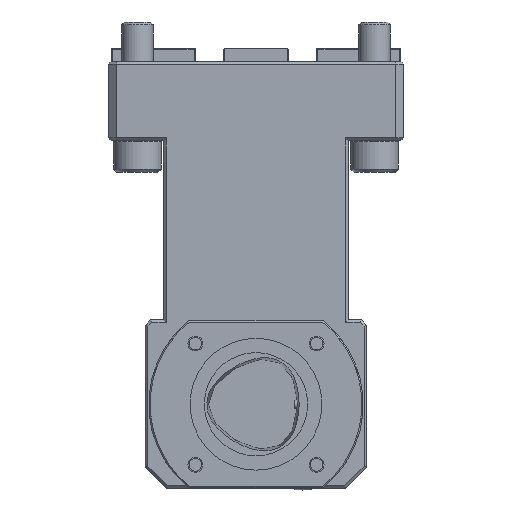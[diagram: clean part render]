
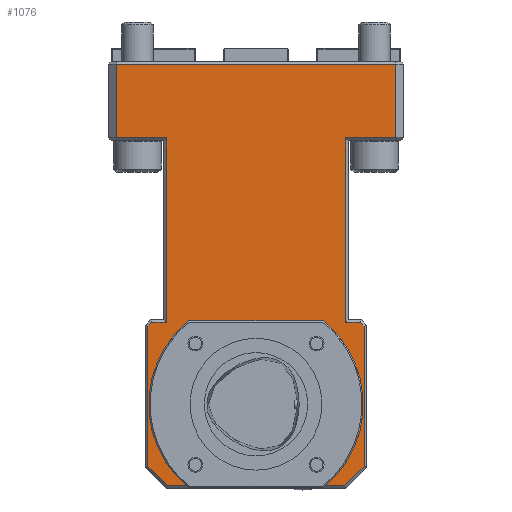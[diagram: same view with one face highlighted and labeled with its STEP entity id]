
A CAD part, left-side view. The second image highlights one B-rep face of the part: STEP entity #1076.
In plain terms, the highlighted planar face has unit normal (-1, 0, 0).
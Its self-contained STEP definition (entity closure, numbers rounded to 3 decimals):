
#196=LINE('',#5459,#590);
#198=LINE('',#5463,#592);
#200=LINE('',#5467,#594);
#202=LINE('',#5471,#596);
#205=LINE('',#5477,#599);
#207=LINE('',#5481,#601);
#237=LINE('',#5539,#631);
#255=LINE('',#5573,#649);
#272=LINE('',#5605,#666);
#284=LINE('',#5628,#678);
#289=LINE('',#5646,#683);
#291=LINE('',#5650,#685);
#293=LINE('',#5654,#687);
#295=LINE('',#5658,#689);
#297=LINE('',#5662,#691);
#300=LINE('',#5668,#694);
#302=LINE('',#5672,#696);
#307=LINE('',#5683,#701);
#590=VECTOR('',#4200,1.);
#592=VECTOR('',#4204,1.);
#594=VECTOR('',#4208,1.);
#596=VECTOR('',#4212,1.);
#599=VECTOR('',#4217,1.);
#601=VECTOR('',#4221,1.);
#631=VECTOR('',#4283,1.);
#649=VECTOR('',#4325,1.);
#666=VECTOR('',#4356,1.);
#678=VECTOR('',#4380,1.);
#683=VECTOR('',#4399,1.);
#685=VECTOR('',#4403,1.);
#687=VECTOR('',#4407,1.);
#689=VECTOR('',#4411,1.);
#691=VECTOR('',#4415,1.);
#694=VECTOR('',#4420,1.);
#696=VECTOR('',#4422,1.);
#701=VECTOR('',#4437,1.);
#1076=ADVANCED_FACE('',(#1448),#1273,.F.);
#1273=PLANE('',#3743);
#1448=FACE_OUTER_BOUND('',#1659,.T.);
#1659=EDGE_LOOP('',(#2324,#2325,#2326,#2327,#2328,#2329,#2330,#2331,#2332,
#2333,#2334,#2335,#2336,#2337,#2338,#2339,#2340,#2341,#2342,#2343));
#2324=ORIENTED_EDGE('',*,*,#3334,.F.);
#2325=ORIENTED_EDGE('',*,*,#3335,.T.);
#2326=ORIENTED_EDGE('',*,*,#3336,.F.);
#2327=ORIENTED_EDGE('',*,*,#3327,.T.);
#2328=ORIENTED_EDGE('',*,*,#3324,.T.);
#2329=ORIENTED_EDGE('',*,*,#3322,.T.);
#2330=ORIENTED_EDGE('',*,*,#3320,.T.);
#2331=ORIENTED_EDGE('',*,*,#3318,.T.);
#2332=ORIENTED_EDGE('',*,*,#3316,.T.);
#2333=ORIENTED_EDGE('',*,*,#3307,.T.);
#2334=ORIENTED_EDGE('',*,*,#3278,.T.);
#2335=ORIENTED_EDGE('',*,*,#3260,.T.);
#2336=ORIENTED_EDGE('',*,*,#3229,.T.);
#2337=ORIENTED_EDGE('',*,*,#3295,.T.);
#2338=ORIENTED_EDGE('',*,*,#3227,.T.);
#2339=ORIENTED_EDGE('',*,*,#3224,.T.);
#2340=ORIENTED_EDGE('',*,*,#3222,.T.);
#2341=ORIENTED_EDGE('',*,*,#3220,.T.);
#2342=ORIENTED_EDGE('',*,*,#3218,.T.);
#2343=ORIENTED_EDGE('',*,*,#3329,.T.);
#2884=VERTEX_POINT('',#5454);
#2886=VERTEX_POINT('',#5458);
#2887=VERTEX_POINT('',#5462);
#2888=VERTEX_POINT('',#5466);
#2889=VERTEX_POINT('',#5470);
#2891=VERTEX_POINT('',#5475);
#2892=VERTEX_POINT('',#5480);
#2893=VERTEX_POINT('',#5482);
#2904=VERTEX_POINT('',#5535);
#2909=VERTEX_POINT('',#5574);
#2922=VERTEX_POINT('',#5629);
#2928=VERTEX_POINT('',#5647);
#2929=VERTEX_POINT('',#5651);
#2930=VERTEX_POINT('',#5655);
#2931=VERTEX_POINT('',#5659);
#2932=VERTEX_POINT('',#5663);
#2934=VERTEX_POINT('',#5669);
#2935=VERTEX_POINT('',#5671);
#2936=VERTEX_POINT('',#5682);
#2937=VERTEX_POINT('',#5684);
#3218=EDGE_CURVE('',#2884,#2886,#196,.T.);
#3220=EDGE_CURVE('',#2887,#2884,#198,.T.);
#3222=EDGE_CURVE('',#2888,#2887,#200,.T.);
#3224=EDGE_CURVE('',#2889,#2888,#202,.T.);
#3227=EDGE_CURVE('',#2891,#2889,#205,.T.);
#3229=EDGE_CURVE('',#2893,#2892,#207,.T.);
#3260=EDGE_CURVE('',#2904,#2893,#237,.T.);
#3278=EDGE_CURVE('',#2909,#2904,#255,.T.);
#3295=EDGE_CURVE('',#2892,#2891,#272,.T.);
#3307=EDGE_CURVE('',#2922,#2909,#284,.T.);
#3316=EDGE_CURVE('',#2928,#2922,#289,.T.);
#3318=EDGE_CURVE('',#2929,#2928,#291,.T.);
#3320=EDGE_CURVE('',#2930,#2929,#293,.T.);
#3322=EDGE_CURVE('',#2931,#2930,#295,.T.);
#3324=EDGE_CURVE('',#2932,#2931,#297,.T.);
#3327=EDGE_CURVE('',#2934,#2932,#300,.T.);
#3329=EDGE_CURVE('',#2886,#2935,#302,.T.);
#3334=EDGE_CURVE('',#2936,#2935,#3531,.T.);
#3335=EDGE_CURVE('',#2936,#2937,#307,.T.);
#3336=EDGE_CURVE('',#2934,#2937,#3532,.T.);
#3531=CIRCLE('',#3741,40.675);
#3532=CIRCLE('',#3742,40.675);
#3741=AXIS2_PLACEMENT_3D('',#5681,#4435,#4436);
#3742=AXIS2_PLACEMENT_3D('',#5685,#4438,#4439);
#3743=AXIS2_PLACEMENT_3D('',#5686,#4440,#4441);
#4200=DIRECTION('',(0.,-0.707,-0.707));
#4204=DIRECTION('',(0.,0.,-1.));
#4208=DIRECTION('',(0.,0.707,-0.707));
#4212=DIRECTION('',(0.,1.,0.));
#4217=DIRECTION('',(0.,0.,-1.));
#4221=DIRECTION('',(0.,0.,-1.));
#4283=DIRECTION('',(0.,1.,0.));
#4325=DIRECTION('',(0.,0.,1.));
#4356=DIRECTION('',(0.,-1.,0.));
#4380=DIRECTION('',(0.,-1.,0.));
#4399=DIRECTION('',(0.,0.,1.));
#4403=DIRECTION('',(0.,1.,0.));
#4407=DIRECTION('',(0.,0.707,0.707));
#4411=DIRECTION('',(0.,0.,1.));
#4415=DIRECTION('',(0.,-0.707,0.707));
#4420=DIRECTION('',(0.,-1.,0.));
#4422=DIRECTION('',(0.,-1.,0.));
#4435=DIRECTION('',(-1.,0.,0.));
#4436=DIRECTION('',(0.,-1.,0.));
#4437=DIRECTION('',(0.,-1.,0.));
#4438=DIRECTION('',(-1.,0.,0.));
#4439=DIRECTION('',(0.,-1.,0.));
#4440=DIRECTION('',(1.,0.,0.));
#4441=DIRECTION('',(0.,0.,-1.));
#5454=CARTESIAN_POINT('',(-67.,41.,-153.586));
#5458=CARTESIAN_POINT('',(-67.,33.586,-161.));
#5459=CARTESIAN_POINT('',(-67.,33.293,-161.293));
#5462=CARTESIAN_POINT('',(-67.,41.,-100.414));
#5463=CARTESIAN_POINT('',(-67.,41.,0.));
#5466=CARTESIAN_POINT('',(-67.,39.586,-99.));
#5467=CARTESIAN_POINT('',(-67.,-1.707,-57.707));
#5470=CARTESIAN_POINT('',(-67.,34.,-99.));
#5471=CARTESIAN_POINT('',(-67.,56.,-99.));
#5475=CARTESIAN_POINT('',(-67.,34.,-29.));
#5477=CARTESIAN_POINT('',(-67.,34.,0.));
#5480=CARTESIAN_POINT('',(-67.,53.,-29.));
#5481=CARTESIAN_POINT('',(-67.,53.,-30.));
#5482=CARTESIAN_POINT('',(-67.,53.,-1.));
#5535=CARTESIAN_POINT('',(-67.,-53.,-1.));
#5539=CARTESIAN_POINT('',(-67.,56.,-1.));
#5573=CARTESIAN_POINT('',(-67.,-53.,0.));
#5574=CARTESIAN_POINT('',(-67.,-53.,-29.));
#5605=CARTESIAN_POINT('',(-67.,35.,-29.));
#5628=CARTESIAN_POINT('',(-67.,-53.,-29.));
#5629=CARTESIAN_POINT('',(-67.,-34.,-29.));
#5646=CARTESIAN_POINT('',(-67.,-34.,0.));
#5647=CARTESIAN_POINT('',(-67.,-34.,-99.));
#5650=CARTESIAN_POINT('',(-67.,56.,-99.));
#5651=CARTESIAN_POINT('',(-67.,-39.586,-99.));
#5654=CARTESIAN_POINT('',(-67.,57.707,-1.707));
#5655=CARTESIAN_POINT('',(-67.,-41.,-100.414));
#5658=CARTESIAN_POINT('',(-67.,-41.,0.));
#5659=CARTESIAN_POINT('',(-67.,-41.,-153.586));
#5662=CARTESIAN_POINT('',(-67.,-41.293,-153.293));
#5663=CARTESIAN_POINT('',(-67.,-33.586,-161.));
#5668=CARTESIAN_POINT('',(-67.,56.,-161.));
#5669=CARTESIAN_POINT('',(-67.,-26.334,-161.));
#5671=CARTESIAN_POINT('',(-67.,26.334,-161.));
#5672=CARTESIAN_POINT('',(-67.,56.,-161.));
#5681=CARTESIAN_POINT('',(-67.,0.,-130.));
#5682=CARTESIAN_POINT('',(-67.,25.518,-98.325));
#5683=CARTESIAN_POINT('',(-67.,56.,-98.325));
#5684=CARTESIAN_POINT('',(-67.,-25.518,-98.325));
#5685=CARTESIAN_POINT('',(-67.,0.,-130.));
#5686=CARTESIAN_POINT('',(-67.,56.,0.));
